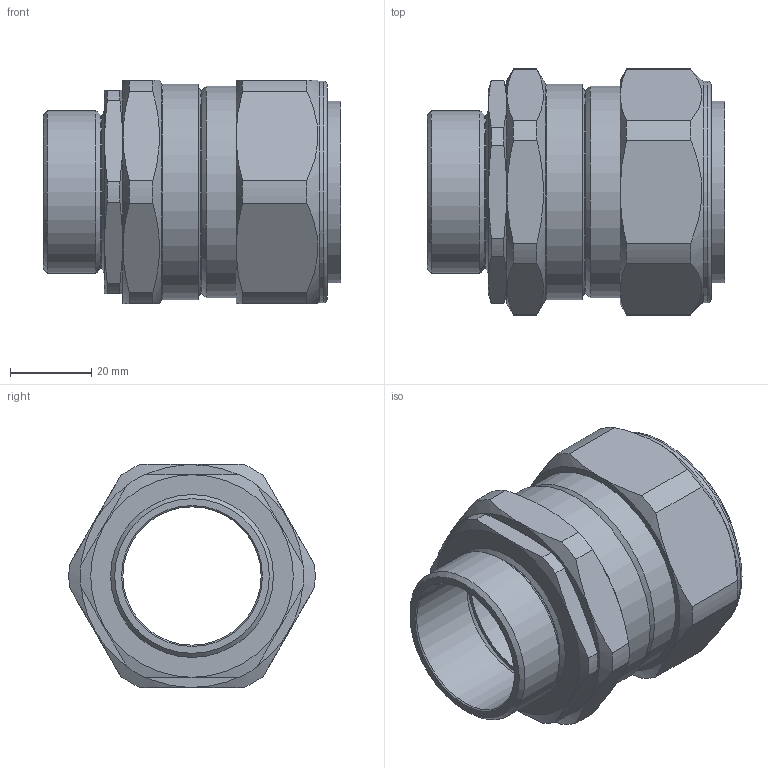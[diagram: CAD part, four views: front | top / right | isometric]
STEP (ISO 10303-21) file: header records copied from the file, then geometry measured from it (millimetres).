
FILE_DESCRIPTION (( 'STEP AP203' ), '1' );
FILE_NAME ('40CX1RA.STEP', '2017-09-20T14:34:01', ( '' ), ( '' ), 'SwSTEP 2.0', 'SolidWorks 2017', '' );
FILE_SCHEMA (( 'CONFIG_CONTROL_DESIGN' ));
Length unit declared in the file: millimetre
Products named in the file (1): 40CX1RA
Bounding box: 73.05 x 60.47 x 55 mm (x, y, z)
Surface area: 24103.3 mm2 (no closed solid volume)
Topology: 0 solids, 7 shells, 82 faces, 203 edges, 129 vertices
Faces by surface type: cylinder 30, plane 26, cone 23, torus 3
Full cylindrical faces by diameter (mm): 34 x1, 37.6 x1, 39.1 x1, 40 x1, 40.5 x1, 40.6 x1, 40.7 x1, 44.8 x1, 49.718 x1, 52 x1, 53 x1, 54.5 x1
Entity records: 2605 total; most frequent: CARTESIAN_POINT 767, DIRECTION 374, ORIENTED_EDGE 314, AXIS2_PLACEMENT_3D 169, EDGE_CURVE 164, VERTEX_POINT 122, EDGE_LOOP 122, FACE_OUTER_BOUND 97
